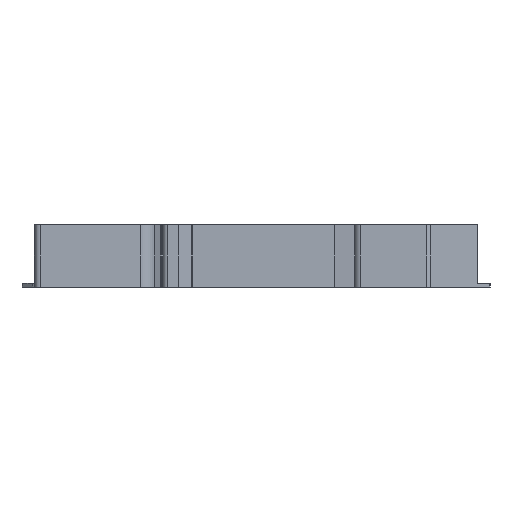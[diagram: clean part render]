
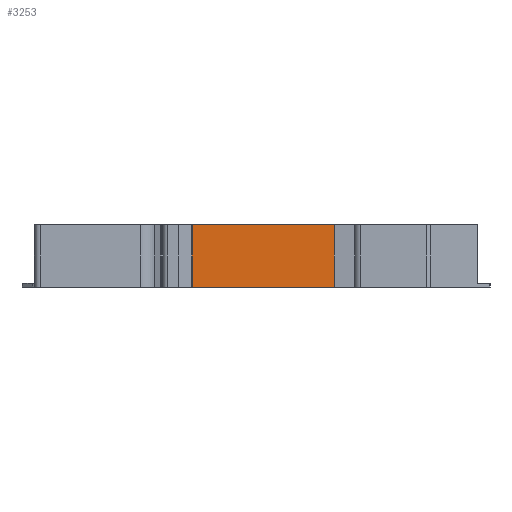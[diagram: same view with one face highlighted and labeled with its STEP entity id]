
A CAD part, front view. The second image highlights one B-rep face of the part: STEP entity #3253.
In plain terms, the highlighted planar face has unit normal (0, -1, 0).
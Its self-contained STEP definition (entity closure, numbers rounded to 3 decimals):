
#841=DIRECTION('',(0.,0.,-1.));
#842=VECTOR('',#841,10.1);
#843=CARTESIAN_POINT('',(-11.321,0.3,0.));
#844=LINE('',#843,#842);
#845=DIRECTION('',(-1.,0.,0.));
#846=VECTOR('',#845,23.042);
#847=CARTESIAN_POINT('',(11.721,0.3,-10.1));
#848=LINE('',#847,#846);
#849=DIRECTION('',(1.,0.,0.));
#850=VECTOR('',#849,23.042);
#851=CARTESIAN_POINT('',(-11.321,0.3,0.));
#852=LINE('',#851,#850);
#853=DIRECTION('',(0.,0.,-1.));
#854=VECTOR('',#853,10.1);
#855=CARTESIAN_POINT('',(11.721,0.3,0.));
#856=LINE('',#855,#854);
#1938=CARTESIAN_POINT('',(11.721,0.3,0.));
#1939=VERTEX_POINT('',#1938);
#1960=CARTESIAN_POINT('',(11.721,0.3,-10.1));
#1961=VERTEX_POINT('',#1960);
#2010=CARTESIAN_POINT('',(-11.321,0.3,-10.1));
#2011=VERTEX_POINT('',#2010);
#2012=CARTESIAN_POINT('',(-11.321,0.3,0.));
#2013=VERTEX_POINT('',#2012);
#3241=CARTESIAN_POINT('',(11.721,0.3,0.));
#3242=DIRECTION('',(0.,1.,0.));
#3243=DIRECTION('',(-1.,0.,0.));
#3244=AXIS2_PLACEMENT_3D('',#3241,#3242,#3243);
#3245=PLANE('',#3244);
#3246=ORIENTED_EDGE('',*,*,#2766,.T.);
#3247=ORIENTED_EDGE('',*,*,#3234,.F.);
#3248=ORIENTED_EDGE('',*,*,#2530,.T.);
#3250=ORIENTED_EDGE('',*,*,#3249,.T.);
#3251=EDGE_LOOP('',(#3246,#3247,#3248,#3250));
#3252=FACE_OUTER_BOUND('',#3251,.F.);
#2530=EDGE_CURVE('',#2013,#1939,#852,.T.);
#2766=EDGE_CURVE('',#1961,#2011,#848,.T.);
#3234=EDGE_CURVE('',#2013,#2011,#844,.T.);
#3249=EDGE_CURVE('',#1939,#1961,#856,.T.);
#3253=ADVANCED_FACE('',(#3252),#3245,.F.);
